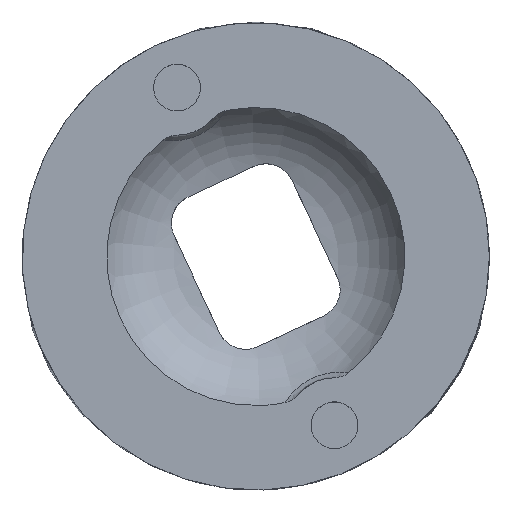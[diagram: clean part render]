
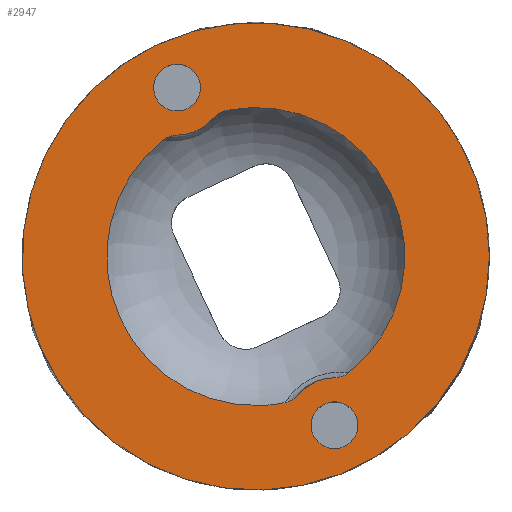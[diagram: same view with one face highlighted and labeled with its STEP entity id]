
A CAD part, top view. The second image highlights one B-rep face of the part: STEP entity #2947.
In plain terms, the highlighted planar face has unit normal (0, 0, 1).
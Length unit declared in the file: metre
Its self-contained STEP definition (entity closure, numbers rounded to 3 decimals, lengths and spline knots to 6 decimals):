
#63=PLANE('',#3164);
#192=CIRCLE('',#3165,0.014);
#193=CIRCLE('',#3166,0.00445);
#194=CIRCLE('',#3167,0.014);
#195=CIRCLE('',#3168,0.00445);
#196=CIRCLE('',#3169,0.02195);
#197=CIRCLE('',#3170,0.0022);
#198=CIRCLE('',#3171,0.0022);
#453=ORIENTED_EDGE('',*,*,#1420,.F.);
#454=ORIENTED_EDGE('',*,*,#1421,.T.);
#455=ORIENTED_EDGE('',*,*,#1422,.T.);
#456=ORIENTED_EDGE('',*,*,#1423,.T.);
#457=ORIENTED_EDGE('',*,*,#1424,.F.);
#458=ORIENTED_EDGE('',*,*,#1425,.T.);
#459=ORIENTED_EDGE('',*,*,#1426,.T.);
#460=ORIENTED_EDGE('',*,*,#1427,.T.);
#461=ORIENTED_EDGE('',*,*,#1428,.T.);
#462=ORIENTED_EDGE('',*,*,#1429,.T.);
#463=ORIENTED_EDGE('',*,*,#1430,.T.);
#1420=EDGE_CURVE('',#1899,#1900,#192,.T.);
#1421=EDGE_CURVE('',#1899,#1901,#2193,.T.);
#1422=EDGE_CURVE('',#1901,#1902,#193,.T.);
#1423=EDGE_CURVE('',#1902,#1903,#2194,.T.);
#1424=EDGE_CURVE('',#1904,#1903,#194,.T.);
#1425=EDGE_CURVE('',#1904,#1905,#2195,.T.);
#1426=EDGE_CURVE('',#1905,#1906,#195,.T.);
#1427=EDGE_CURVE('',#1906,#1900,#2196,.T.);
#1428=EDGE_CURVE('',#1907,#1907,#196,.T.);
#1429=EDGE_CURVE('',#1908,#1908,#197,.T.);
#1430=EDGE_CURVE('',#1909,#1909,#198,.T.);
#1899=VERTEX_POINT('',#4878);
#1900=VERTEX_POINT('',#4879);
#1901=VERTEX_POINT('',#4884);
#1902=VERTEX_POINT('',#4886);
#1903=VERTEX_POINT('',#4891);
#1904=VERTEX_POINT('',#4893);
#1905=VERTEX_POINT('',#4898);
#1906=VERTEX_POINT('',#4900);
#1907=VERTEX_POINT('',#4906);
#1908=VERTEX_POINT('',#4908);
#1909=VERTEX_POINT('',#4910);
#2193=B_SPLINE_CURVE_WITH_KNOTS('',3,(#4880,#4881,#4882,#4883),
 .UNSPECIFIED.,.F.,.F.,(4,4),(0.,0.001646),.UNSPECIFIED.);
#2194=B_SPLINE_CURVE_WITH_KNOTS('',3,(#4887,#4888,#4889,#4890),
 .UNSPECIFIED.,.F.,.F.,(4,4),(0.,0.001659),.UNSPECIFIED.);
#2195=B_SPLINE_CURVE_WITH_KNOTS('',3,(#4894,#4895,#4896,#4897),
 .UNSPECIFIED.,.F.,.F.,(4,4),(0.,0.001646),.UNSPECIFIED.);
#2196=B_SPLINE_CURVE_WITH_KNOTS('',3,(#4901,#4902,#4903,#4904),
 .UNSPECIFIED.,.F.,.F.,(4,4),(0.,0.001659),.UNSPECIFIED.);
#2477=EDGE_LOOP('',(#453,#454,#455,#456,#457,#458,#459,#460));
#2478=EDGE_LOOP('',(#461));
#2479=EDGE_LOOP('',(#462));
#2480=EDGE_LOOP('',(#463));
#2697=FACE_BOUND('',#2477,.T.);
#2698=FACE_BOUND('',#2478,.T.);
#2699=FACE_BOUND('',#2479,.T.);
#2700=FACE_BOUND('',#2480,.T.);
#2947=ADVANCED_FACE('',(#2697,#2698,#2699,#2700),#63,.T.);
#3164=AXIS2_PLACEMENT_3D('',#4876,#3411,#3412);
#3165=AXIS2_PLACEMENT_3D('',#4877,#3413,#3414);
#3166=AXIS2_PLACEMENT_3D('',#4885,#3415,#3416);
#3167=AXIS2_PLACEMENT_3D('',#4892,#3417,#3418);
#3168=AXIS2_PLACEMENT_3D('',#4899,#3419,#3420);
#3169=AXIS2_PLACEMENT_3D('',#4905,#3421,#3422);
#3170=AXIS2_PLACEMENT_3D('',#4907,#3423,#3424);
#3171=AXIS2_PLACEMENT_3D('',#4909,#3425,#3426);
#3411=DIRECTION('',(0.,0.,1.));
#3412=DIRECTION('',(1.,0.,0.));
#3413=DIRECTION('',(0.,0.,1.));
#3414=DIRECTION('',(1.,0.,0.));
#3415=DIRECTION('',(0.,0.,1.));
#3416=DIRECTION('',(1.,0.,0.));
#3417=DIRECTION('',(0.,0.,1.));
#3418=DIRECTION('',(1.,0.,0.));
#3419=DIRECTION('',(0.,0.,1.));
#3420=DIRECTION('',(1.,0.,0.));
#3421=DIRECTION('',(0.,0.,1.));
#3422=DIRECTION('',(1.,0.,0.));
#3423=DIRECTION('',(0.,0.,-1.));
#3424=DIRECTION('',(-0.906,-0.423,0.));
#3425=DIRECTION('',(0.,0.,-1.));
#3426=DIRECTION('',(-0.906,-0.423,0.));
#4876=CARTESIAN_POINT('',(0.,0.,-0.002455));
#4877=CARTESIAN_POINT('',(0.,0.,-0.002455));
#4878=CARTESIAN_POINT('',(-0.008747,0.010931,-0.002455));
#4879=CARTESIAN_POINT('',(0.002751,-0.013727,-0.002455));
#4880=CARTESIAN_POINT('',(-0.008747,0.01093,-0.002455));
#4881=CARTESIAN_POINT('',(-0.008312,0.011278,-0.002455));
#4882=CARTESIAN_POINT('',(-0.007745,0.011389,-0.002455));
#4883=CARTESIAN_POINT('',(-0.00719,0.011415,-0.002455));
#4884=CARTESIAN_POINT('',(-0.00719,0.011415,-0.002455));
#4885=CARTESIAN_POINT('',(-0.007396,0.01586,-0.002455));
#4886=CARTESIAN_POINT('',(-0.004122,0.012846,-0.002455));
#4887=CARTESIAN_POINT('',(-0.004122,0.012846,-0.002455));
#4888=CARTESIAN_POINT('',(-0.003747,0.013254,-0.002455));
#4889=CARTESIAN_POINT('',(-0.003296,0.013617,-0.002455));
#4890=CARTESIAN_POINT('',(-0.002751,0.013727,-0.002455));
#4891=CARTESIAN_POINT('',(-0.002751,0.013727,-0.002455));
#4892=CARTESIAN_POINT('',(0.,0.,-0.002455));
#4893=CARTESIAN_POINT('',(0.008747,-0.010931,-0.002455));
#4894=CARTESIAN_POINT('',(0.008747,-0.01093,-0.002455));
#4895=CARTESIAN_POINT('',(0.008312,-0.011278,-0.002455));
#4896=CARTESIAN_POINT('',(0.007745,-0.011389,-0.002455));
#4897=CARTESIAN_POINT('',(0.00719,-0.011415,-0.002455));
#4898=CARTESIAN_POINT('',(0.00719,-0.011415,-0.002455));
#4899=CARTESIAN_POINT('',(0.007396,-0.01586,-0.002455));
#4900=CARTESIAN_POINT('',(0.004122,-0.012846,-0.002455));
#4901=CARTESIAN_POINT('',(0.004122,-0.012846,-0.002455));
#4902=CARTESIAN_POINT('',(0.003747,-0.013254,-0.002455));
#4903=CARTESIAN_POINT('',(0.003296,-0.013617,-0.002455));
#4904=CARTESIAN_POINT('',(0.002751,-0.013727,-0.002455));
#4905=CARTESIAN_POINT('',(0.,0.,-0.002455));
#4906=CARTESIAN_POINT('',(0.02195,0.,-0.002455));
#4907=CARTESIAN_POINT('',(0.007396,-0.01586,-0.002455));
#4908=CARTESIAN_POINT('',(0.005402,-0.01679,-0.002455));
#4909=CARTESIAN_POINT('',(-0.007396,0.01586,-0.002455));
#4910=CARTESIAN_POINT('',(-0.00939,0.014931,-0.002455));
